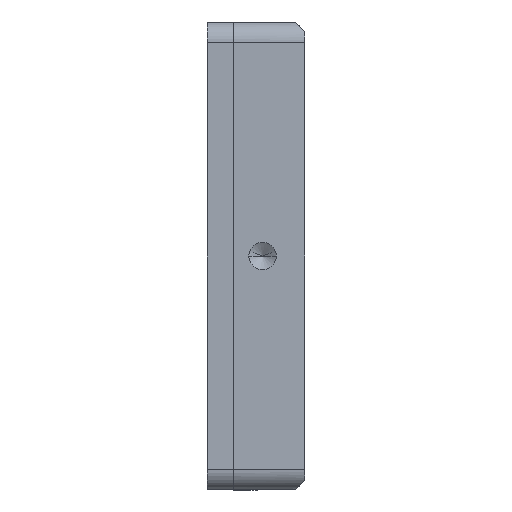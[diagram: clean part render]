
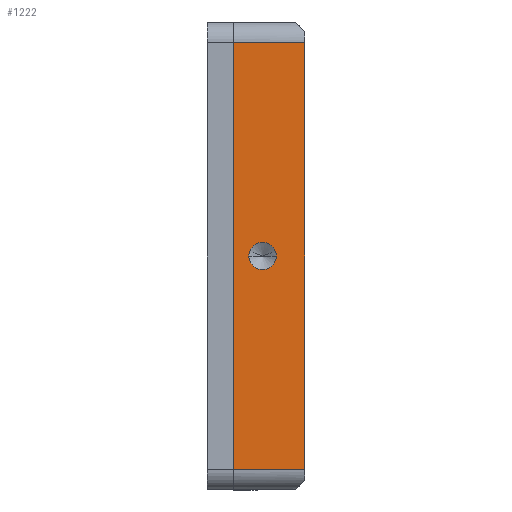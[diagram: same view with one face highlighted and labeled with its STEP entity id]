
A CAD part, left-side view. The second image highlights one B-rep face of the part: STEP entity #1222.
In plain terms, the highlighted planar face has unit normal (-1, 0, 0).
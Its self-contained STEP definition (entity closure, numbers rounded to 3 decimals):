
#185 = VERTEX_POINT ( 'NONE', #1353 ) ;
#229 = CARTESIAN_POINT ( 'NONE',  ( -148.35, -32.675, 0. ) ) ;
#251 = DIRECTION ( 'NONE',  ( 0., 0., -1. ) ) ;
#258 = ORIENTED_EDGE ( 'NONE', *, *, #3122, .T. ) ;
#389 = LINE ( 'NONE', #2194, #1971 ) ;
#435 = FACE_BOUND ( 'NONE', #457, .T. ) ;
#457 = EDGE_LOOP ( 'NONE', ( #3114, #1499 ) ) ;
#509 = ORIENTED_EDGE ( 'NONE', *, *, #3336, .F. ) ;
#565 = EDGE_LOOP ( 'NONE', ( #509, #2717, #258, #704 ) ) ;
#685 = CARTESIAN_POINT ( 'NONE',  ( -148.35, 0., 6.5 ) ) ;
#695 = AXIS2_PLACEMENT_3D ( 'NONE', #1729, #3226, #2183 ) ;
#704 = ORIENTED_EDGE ( 'NONE', *, *, #1494, .T. ) ;
#751 = VECTOR ( 'NONE', #251, 1000. ) ;
#761 = EDGE_CURVE ( 'NONE', #2705, #3182, #1695, .T. ) ;
#895 = CARTESIAN_POINT ( 'NONE',  ( -148.35, -35.85, 11. ) ) ;
#975 = EDGE_CURVE ( 'NONE', #185, #1008, #1528, .T. ) ;
#1008 = VERTEX_POINT ( 'NONE', #2535 ) ;
#1027 = EDGE_CURVE ( 'NONE', #3182, #2705, #1289, .T. ) ;
#1149 = LINE ( 'NONE', #895, #2869 ) ;
#1162 = CARTESIAN_POINT ( 'NONE',  ( -148.35, -35.85, 0. ) ) ;
#1199 = FACE_OUTER_BOUND ( 'NONE', #565, .T. ) ;
#1222 = ADVANCED_FACE ( 'NONE', ( #435, #1199 ), #1457, .F. ) ;
#1289 = CIRCLE ( 'NONE', #1828, 2.1 ) ;
#1314 = VERTEX_POINT ( 'NONE', #229 ) ;
#1353 = CARTESIAN_POINT ( 'NONE',  ( -148.35, 32.675, 11. ) ) ;
#1446 = CARTESIAN_POINT ( 'NONE',  ( -148.35, 0., 8.6 ) ) ;
#1457 = PLANE ( 'NONE',  #695 ) ;
#1494 = EDGE_CURVE ( 'NONE', #1314, #2059, #389, .T. ) ;
#1499 = ORIENTED_EDGE ( 'NONE', *, *, #1027, .F. ) ;
#1528 = LINE ( 'NONE', #3337, #751 ) ;
#1571 = CARTESIAN_POINT ( 'NONE',  ( -148.35, -32.675, 11. ) ) ;
#1613 = DIRECTION ( 'NONE',  ( 0., 0., 1. ) ) ;
#1679 = DIRECTION ( 'NONE',  ( -1., 0., 0. ) ) ;
#1695 = CIRCLE ( 'NONE', #1802, 2.1 ) ;
#1729 = CARTESIAN_POINT ( 'NONE',  ( -148.35, -35.85, 11. ) ) ;
#1802 = AXIS2_PLACEMENT_3D ( 'NONE', #685, #1679, #1951 ) ;
#1828 = AXIS2_PLACEMENT_3D ( 'NONE', #1846, #2917, #1613 ) ;
#1846 = CARTESIAN_POINT ( 'NONE',  ( -148.35, 0., 6.5 ) ) ;
#1951 = DIRECTION ( 'NONE',  ( 0., 0., 1. ) ) ;
#1971 = VECTOR ( 'NONE', #2681, 1000. ) ;
#2059 = VERTEX_POINT ( 'NONE', #1571 ) ;
#2180 = DIRECTION ( 'NONE',  ( 0., -1., 0. ) ) ;
#2183 = DIRECTION ( 'NONE',  ( 0., 0., -1. ) ) ;
#2194 = CARTESIAN_POINT ( 'NONE',  ( -148.35, -32.675, 11. ) ) ;
#2199 = DIRECTION ( 'NONE',  ( 0., -1., 0. ) ) ;
#2535 = CARTESIAN_POINT ( 'NONE',  ( -148.35, 32.675, 0. ) ) ;
#2659 = VECTOR ( 'NONE', #2199, 1000. ) ;
#2681 = DIRECTION ( 'NONE',  ( 0., 0., 1. ) ) ;
#2700 = LINE ( 'NONE', #1162, #2659 ) ;
#2705 = VERTEX_POINT ( 'NONE', #1446 ) ;
#2717 = ORIENTED_EDGE ( 'NONE', *, *, #975, .T. ) ;
#2869 = VECTOR ( 'NONE', #2180, 1000. ) ;
#2917 = DIRECTION ( 'NONE',  ( -1., 0., 0. ) ) ;
#3114 = ORIENTED_EDGE ( 'NONE', *, *, #761, .F. ) ;
#3122 = EDGE_CURVE ( 'NONE', #1008, #1314, #2700, .T. ) ;
#3182 = VERTEX_POINT ( 'NONE', #3321 ) ;
#3226 = DIRECTION ( 'NONE',  ( 1., 0., 0. ) ) ;
#3321 = CARTESIAN_POINT ( 'NONE',  ( -148.35, 0., 4.4 ) ) ;
#3336 = EDGE_CURVE ( 'NONE', #185, #2059, #1149, .T. ) ;
#3337 = CARTESIAN_POINT ( 'NONE',  ( -148.35, 32.675, 11. ) ) ;
